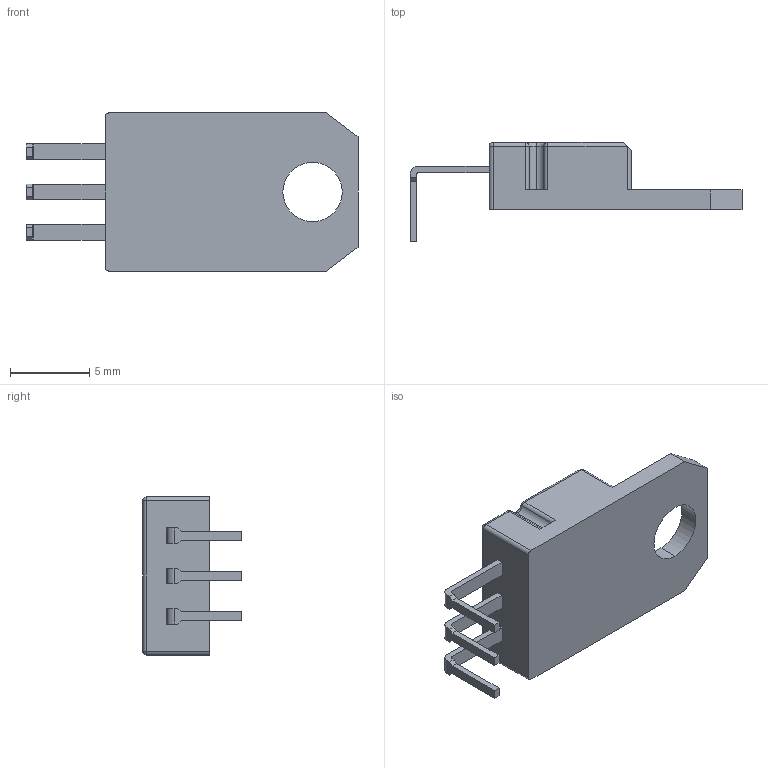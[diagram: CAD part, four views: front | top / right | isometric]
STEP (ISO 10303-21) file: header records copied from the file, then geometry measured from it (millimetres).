
FILE_DESCRIPTION (( 'STEP AP214' ), '1' );
FILE_NAME ('78L05-µ¹.STEP', '2012-02-07T04:49:45', ( 'Lenovo User' ), ( 'Lenovo (Beijing) Limited' ), 'SwSTEP 2.0', 'SolidWorks 2011', '' );
FILE_SCHEMA (( 'AUTOMOTIVE_DESIGN' ));
Length unit declared in the file: millimetre
Products named in the file (1): 78L05-給
Bounding box: 21 x 6.25 x 10 mm (x, y, z)
Volume: 457.4 mm3; surface area: 545.7 mm2
Topology: 1 solids, 1 shells, 79 faces, 207 edges, 127 vertices
Faces by surface type: plane 46, cylinder 24, sphere 6, torus 3
Entity records: 2716 total; most frequent: CARTESIAN_POINT 420, DIRECTION 409, ORIENTED_EDGE 402, EDGE_CURVE 201, VECTOR 145, LINE 145, AXIS2_PLACEMENT_3D 132, VERTEX_POINT 127
